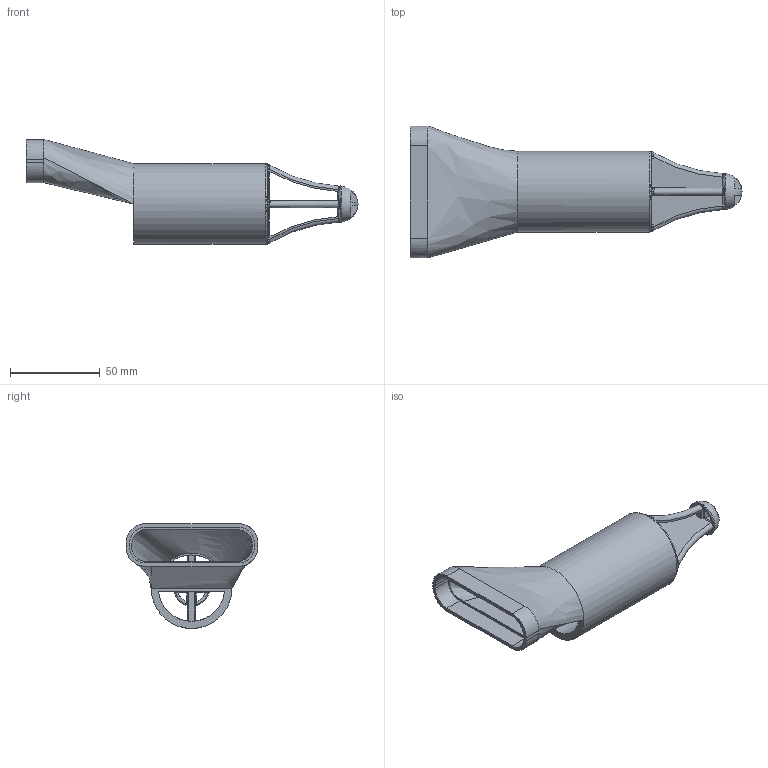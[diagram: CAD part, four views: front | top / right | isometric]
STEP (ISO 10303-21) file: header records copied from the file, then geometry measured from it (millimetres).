
FILE_DESCRIPTION(/* description */ (''),/* implementation_level */ '2;1');
FILE_NAME(/* name */ 'pouic-seche-narumi v2.step',/* time_stamp */ '2021-08-07T20:12:04+02:00',/* author */ (''),/* organization */ (''),/* preprocessor_version */ 'ST-DEVELOPER v18.1',/* originating_system */ 'Autodesk Translation Framework v10.9.0.1377',/* authorisation */ '');
FILE_SCHEMA (('AUTOMOTIVE_DESIGN { 1 0 10303 214 3 1 1 }'));
Length unit declared in the file: millimetre
Products named in the file (2): pouic-seche-narumi; Component1
Assembly tree (1 placements, depth 2):
  pouic-seche-narumi
    Component1
Bounding box: 185 x 73.5 x 58.5 mm (x, y, z)
Volume: 80323.6 mm3; surface area: 47670.7 mm2
Topology: 1 solids, 1 shells, 191 faces, 531 edges, 330 vertices
Faces by surface type: bspline 84, plane 50, cylinder 44, torus 12, sphere 1
Full cylindrical faces by diameter (mm): 45 x1
Entity records: 20529 total; most frequent: CARTESIAN_POINT 16044, ORIENTED_EDGE 1060, DIRECTION 745, EDGE_CURVE 530, VERTEX_POINT 330, AXIS2_PLACEMENT_3D 293, EDGE_LOOP 200, FACE_OUTER_BOUND 191
